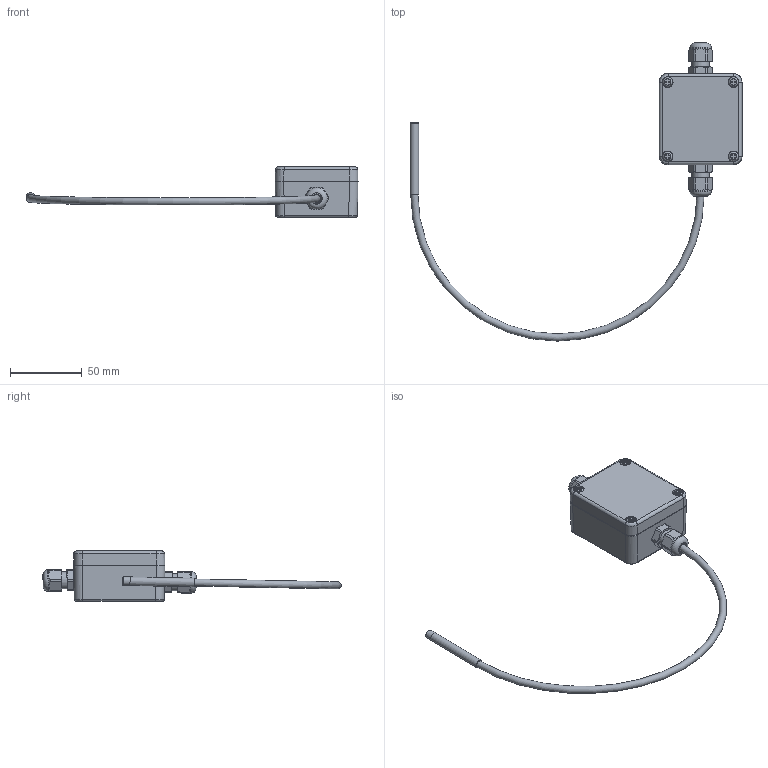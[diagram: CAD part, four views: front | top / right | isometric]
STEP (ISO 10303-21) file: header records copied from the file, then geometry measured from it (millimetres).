
FILE_DESCRIPTION(/* description */ (''),/* implementation_level */ '2;1');
FILE_NAME(/* name */ 'Si-xxxTXxx.step',/* time_stamp */ '2021-07-30T09:16:17+02:00',/* author */ (''),/* organization */ (''),/* preprocessor_version */ 'ST-DEVELOPER v18.1',/* originating_system */ 'Autodesk Translation Framework v10.9.0.1377',/* authorisation */ '');
FILE_SCHEMA (('AUTOMOTIVE_DESIGN { 1 0 10303 214 3 1 1 }'));
Length unit declared in the file: millimetre
Products named in the file (8): Si-xxxTXxx; G201_C; wieko; sruba_M4; M12_dlawnica; Temperatura_Tx+przewod; Temperatura_Tx; Przewod
Assembly tree (11 placements, depth 3):
  Si-xxxTXxx
    M12_dlawnica  x2
    G201_C
      wieko
      sruba_M4  x4
    Temperatura_Tx+przewod
      Temperatura_Tx
      Przewod
Bounding box: 231.94 x 208.33 x 35 mm (x, y, z)
Volume: 69770 mm3; surface area: 44687.6 mm2
Topology: 10 solids, 10 shells, 534 faces, 1282 edges, 802 vertices
Faces by surface type: plane 226, cylinder 122, cone 110, torus 40, bspline 32, sphere 4
Full cylindrical faces by diameter (mm): 3.242 x6, 3.5 x4, 4 x6, 4.3 x2, 4.4 x2, 4.5 x4, 4.871 x2, 4.9 x4, 5 x1, 5.5 x2, 6 x1, 6.5 x4, 7.5 x4, 8 x2, 8.4 x2, 9.957 x2, 12 x4, 15 x2
Entity records: 14449 total; most frequent: CARTESIAN_POINT 4316, DIRECTION 2206, ORIENTED_EDGE 1994, EDGE_CURVE 997, AXIS2_PLACEMENT_3D 856, VERTEX_POINT 629, LINE 494, VECTOR 494
